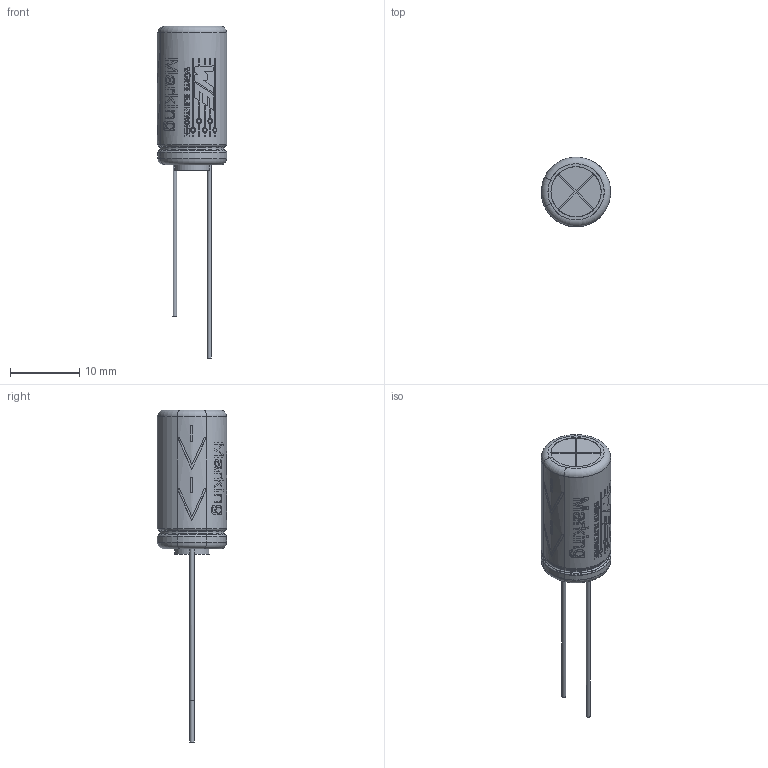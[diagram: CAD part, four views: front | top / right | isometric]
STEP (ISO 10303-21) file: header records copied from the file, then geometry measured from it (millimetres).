
FILE_DESCRIPTION(/* description */ ('Unknown'),/* implementation_level */ '2;1');
FILE_NAME(/* name */ '10x20x5x0.6',/* time_stamp */ '2020-04-16T08:45:25+02:00',/* author */ ('Unknown'),/* organization */ ('Unknown'),/* preprocessor_version */ 'ST-DEVELOPER v16.7',/* originating_system */ 'DEX',/* authorisation */ $);
FILE_SCHEMA (('AUTOMOTIVE_DESIGN {1 0 10303 214 3 1 1}'));
Length unit declared in the file: millimetre
Products named in the file (1): 10x20x5x0.6
Bounding box: 9.97 x 9.98 x 47.8 mm (x, y, z)
Volume: 1562.2 mm3; surface area: 2336.6 mm2
Topology: 2 solids, 3 shells, 508 faces, 1299 edges, 861 vertices
Faces by surface type: plane 273, bspline 127, cylinder 84, torus 24
Full cylindrical faces by diameter (mm): 0.6 x2, 5.833 x1, 6.667 x1, 6.944 x1, 7.222 x2, 8.09 x2, 9.104 x1, 9.124 x1, 9.78 x2, 9.8 x2
Entity records: 24558 total; most frequent: CARTESIAN_POINT 9452, ORIENTED_EDGE 2514, DIRECTION 2039, EDGE_CURVE 1257, VERTEX_POINT 855, AXIS2_PLACEMENT_3D 681, LINE 677, VECTOR 677
